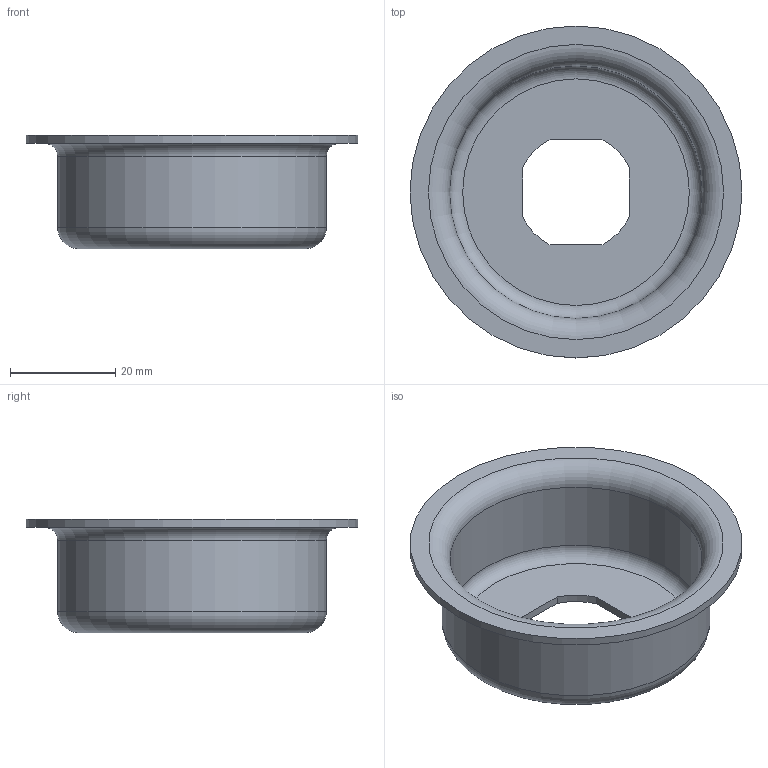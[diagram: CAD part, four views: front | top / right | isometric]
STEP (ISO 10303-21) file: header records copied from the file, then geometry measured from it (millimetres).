
FILE_DESCRIPTION( ( 'STEP AP203' ), '1' );
FILE_NAME( ' ', ' ', ( ' ' ), ( ' ' ), 'PSStep 10.0', ' ', ' ' );
FILE_SCHEMA( ( 'CONFIG_CONTROL_DESIGN' ) );
Length unit declared in the file: millimetre
Products named in the file (1): 1
Bounding box: 63 x 63 x 21.5 mm (x, y, z)
Volume: 8146.1 mm3; surface area: 11261.5 mm2
Topology: 1 solids, 1 shells, 19 faces, 41 edges, 26 vertices
Faces by surface type: plane 8, cylinder 7, torus 4
Full cylindrical faces by diameter (mm): 48 x1, 51 x1, 63 x1
Entity records: 534 total; most frequent: DIRECTION 92, CARTESIAN_POINT 80, ORIENTED_EDGE 68, AXIS2_PLACEMENT_3D 38, EDGE_CURVE 34, EDGE_LOOP 30, FACE_OUTER_BOUND 26, VERTEX_POINT 26
